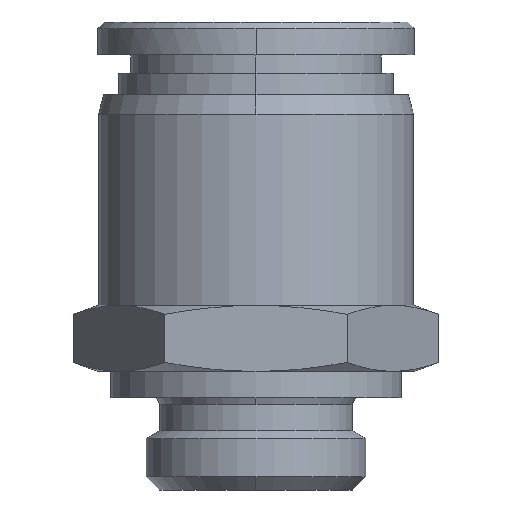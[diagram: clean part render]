
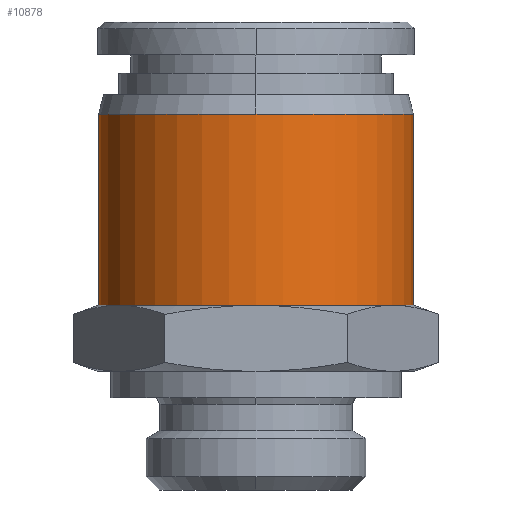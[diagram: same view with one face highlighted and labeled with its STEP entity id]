
A CAD part, left-side view. The second image highlights one B-rep face of the part: STEP entity #10878.
In plain terms, the highlighted cylindrical face has radius 11.95 mm (diameter 23.9 mm), a partial arc.
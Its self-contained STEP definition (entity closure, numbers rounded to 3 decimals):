
#53 = CARTESIAN_POINT ( 'NONE',  ( -4.95, 0., 6.75 ) ) ;
#139 = CIRCLE ( 'NONE', #10930, 11.95 ) ;
#148 = VECTOR ( 'NONE', #9611, 1000. ) ;
#343 = ORIENTED_EDGE ( 'NONE', *, *, #10087, .F. ) ;
#502 = ORIENTED_EDGE ( 'NONE', *, *, #9041, .F. ) ;
#1071 = CARTESIAN_POINT ( 'NONE',  ( 18.95, 0., 6.25 ) ) ;
#1127 = AXIS2_PLACEMENT_3D ( 'NONE', #4007, #1292, #4760 ) ;
#1292 = DIRECTION ( 'NONE',  ( 0., 0., 1. ) ) ;
#1334 = EDGE_CURVE ( 'NONE', #2742, #6670, #1613, .T. ) ;
#1428 = EDGE_CURVE ( 'NONE', #8083, #6670, #139, .T. ) ;
#1613 = LINE ( 'NONE', #1071, #148 ) ;
#2598 = EDGE_LOOP ( 'NONE', ( #502, #6416, #10991, #6711, #343 ) ) ;
#2694 = DIRECTION ( 'NONE',  ( -1., 0., 0. ) ) ;
#2742 = VERTEX_POINT ( 'NONE', #5827 ) ;
#3122 = CARTESIAN_POINT ( 'NONE',  ( 7., -11.95, 6.75 ) ) ;
#3249 = AXIS2_PLACEMENT_3D ( 'NONE', #8262, #9142, #8411 ) ;
#3734 = LINE ( 'NONE', #4930, #7717 ) ;
#3817 = DIRECTION ( 'NONE',  ( -1., 0., 0. ) ) ;
#4007 = CARTESIAN_POINT ( 'NONE',  ( 7., 0., -7.75 ) ) ;
#4760 = DIRECTION ( 'NONE',  ( 1., 0., 0. ) ) ;
#4762 = CIRCLE ( 'NONE', #8295, 11.95 ) ;
#4894 = DIRECTION ( 'NONE',  ( 0., 0., 1. ) ) ;
#4930 = CARTESIAN_POINT ( 'NONE',  ( -4.95, 0., 6.25 ) ) ;
#5284 = DIRECTION ( 'NONE',  ( 0., 0., 1. ) ) ;
#5827 = CARTESIAN_POINT ( 'NONE',  ( 18.95, 0., -7.75 ) ) ;
#6167 = VERTEX_POINT ( 'NONE', #7602 ) ;
#6344 = VERTEX_POINT ( 'NONE', #53 ) ;
#6353 = CARTESIAN_POINT ( 'NONE',  ( 7., 0., 6.75 ) ) ;
#6416 = ORIENTED_EDGE ( 'NONE', *, *, #9531, .T. ) ;
#6670 = VERTEX_POINT ( 'NONE', #6824 ) ;
#6711 = ORIENTED_EDGE ( 'NONE', *, *, #1428, .F. ) ;
#6824 = CARTESIAN_POINT ( 'NONE',  ( 18.95, 0., 6.75 ) ) ;
#7602 = CARTESIAN_POINT ( 'NONE',  ( -4.95, 0., -7.75 ) ) ;
#7717 = VECTOR ( 'NONE', #4894, 1000. ) ;
#8032 = DIRECTION ( 'NONE',  ( 0., 0., 1. ) ) ;
#8083 = VERTEX_POINT ( 'NONE', #3122 ) ;
#8262 = CARTESIAN_POINT ( 'NONE',  ( 7., 0., 6.25 ) ) ;
#8295 = AXIS2_PLACEMENT_3D ( 'NONE', #8589, #5284, #2694 ) ;
#8411 = DIRECTION ( 'NONE',  ( 1., 0., 0. ) ) ;
#8589 = CARTESIAN_POINT ( 'NONE',  ( 7., 0., 6.75 ) ) ;
#9041 = EDGE_CURVE ( 'NONE', #6167, #6344, #3734, .T. ) ;
#9142 = DIRECTION ( 'NONE',  ( 0., 0., 1. ) ) ;
#9531 = EDGE_CURVE ( 'NONE', #6167, #2742, #10456, .T. ) ;
#9611 = DIRECTION ( 'NONE',  ( 0., 0., 1. ) ) ;
#9624 = FACE_OUTER_BOUND ( 'NONE', #2598, .T. ) ;
#10087 = EDGE_CURVE ( 'NONE', #6344, #8083, #4762, .T. ) ;
#10138 = CYLINDRICAL_SURFACE ( 'NONE', #3249, 11.95 ) ;
#10456 = CIRCLE ( 'NONE', #1127, 11.95 ) ;
#10878 = ADVANCED_FACE ( 'NONE', ( #9624 ), #10138, .T. ) ;
#10930 = AXIS2_PLACEMENT_3D ( 'NONE', #6353, #8032, #3817 ) ;
#10991 = ORIENTED_EDGE ( 'NONE', *, *, #1334, .T. ) ;
